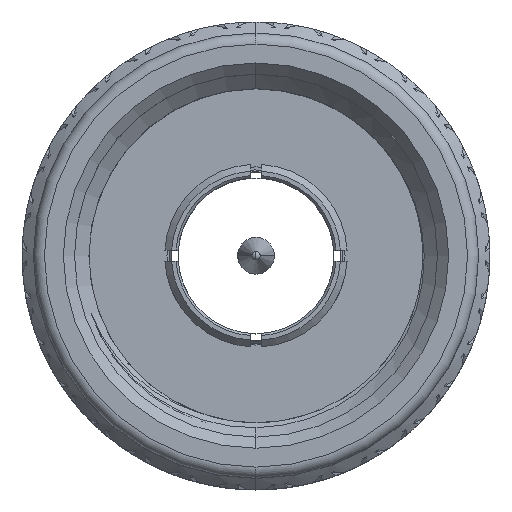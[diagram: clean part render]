
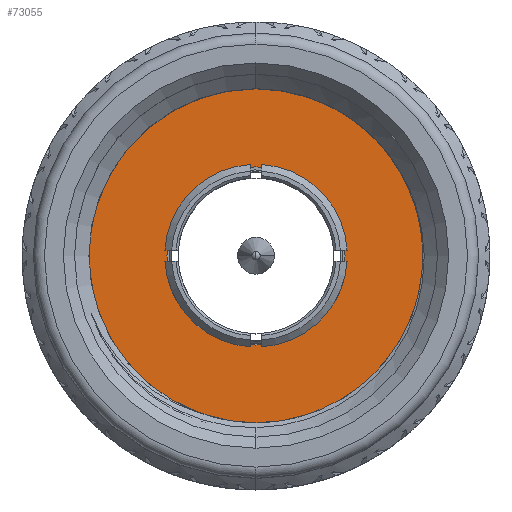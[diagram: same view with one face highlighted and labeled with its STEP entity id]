
A CAD part, top view. The second image highlights one B-rep face of the part: STEP entity #73055.
In plain terms, the highlighted planar face has unit normal (0, 0, 1).
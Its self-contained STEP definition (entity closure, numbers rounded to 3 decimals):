
#1408 = VERTEX_POINT ( 'NONE', #20266 ) ;
#3525 = DIRECTION ( 'NONE',  ( -1., 0., 0. ) ) ;
#5375 = DIRECTION ( 'NONE',  ( -1., 0., 0. ) ) ;
#7929 = VERTEX_POINT ( 'NONE', #49118 ) ;
#11126 = CARTESIAN_POINT ( 'NONE',  ( -4., 0., 11.5 ) ) ;
#16433 = EDGE_CURVE ( 'NONE', #92557, #7929, #29077, .T. ) ;
#20266 = CARTESIAN_POINT ( 'NONE',  ( 7.85, 0., 11.5 ) ) ;
#20951 = CARTESIAN_POINT ( 'NONE',  ( 0., 0., 11.5 ) ) ;
#21083 = CARTESIAN_POINT ( 'NONE',  ( -7.85, 0., 11.5 ) ) ;
#25911 = CIRCLE ( 'NONE', #111758, 7.85 ) ;
#26991 = CARTESIAN_POINT ( 'NONE',  ( 0., 0., 11.5 ) ) ;
#27258 = DIRECTION ( 'NONE',  ( 0., 0., -1. ) ) ;
#29077 = CIRCLE ( 'NONE', #80655, 4. ) ;
#30019 = CIRCLE ( 'NONE', #102684, 7.85 ) ;
#33177 = EDGE_LOOP ( 'NONE', ( #77765, #101886 ) ) ;
#36847 = DIRECTION ( 'NONE',  ( 0., 0., -1. ) ) ;
#38837 = VERTEX_POINT ( 'NONE', #21083 ) ;
#45528 = DIRECTION ( 'NONE',  ( 0., 0., -1. ) ) ;
#49118 = CARTESIAN_POINT ( 'NONE',  ( 4., 0., 11.5 ) ) ;
#50891 = DIRECTION ( 'NONE',  ( 0., 0., -1. ) ) ;
#52390 = DIRECTION ( 'NONE',  ( -1., 0., 0. ) ) ;
#59881 = FACE_BOUND ( 'NONE', #33177, .T. ) ;
#62585 = CARTESIAN_POINT ( 'NONE',  ( 0., 0., 11.5 ) ) ;
#65853 = DIRECTION ( 'NONE',  ( 0., 0., -1. ) ) ;
#73055 = ADVANCED_FACE ( 'NONE', ( #77854, #59881 ), #96425, .F. ) ;
#77521 = CIRCLE ( 'NONE', #84997, 4. ) ;
#77765 = ORIENTED_EDGE ( 'NONE', *, *, #16433, .T. ) ;
#77854 = FACE_OUTER_BOUND ( 'NONE', #80968, .T. ) ;
#80655 = AXIS2_PLACEMENT_3D ( 'NONE', #62585, #36847, #90161 ) ;
#80968 = EDGE_LOOP ( 'NONE', ( #95366, #110684 ) ) ;
#82193 = AXIS2_PLACEMENT_3D ( 'NONE', #87463, #50891, #5375 ) ;
#83600 = EDGE_CURVE ( 'NONE', #7929, #92557, #77521, .T. ) ;
#83762 = EDGE_CURVE ( 'NONE', #38837, #1408, #25911, .T. ) ;
#84997 = AXIS2_PLACEMENT_3D ( 'NONE', #26991, #45528, #90467 ) ;
#87463 = CARTESIAN_POINT ( 'NONE',  ( 0., 0., 11.5 ) ) ;
#88966 = CARTESIAN_POINT ( 'NONE',  ( 0., 0., 11.5 ) ) ;
#90161 = DIRECTION ( 'NONE',  ( -1., 0., 0. ) ) ;
#90467 = DIRECTION ( 'NONE',  ( -1., 0., 0. ) ) ;
#92557 = VERTEX_POINT ( 'NONE', #11126 ) ;
#95366 = ORIENTED_EDGE ( 'NONE', *, *, #83762, .F. ) ;
#96425 = PLANE ( 'NONE',  #82193 ) ;
#101886 = ORIENTED_EDGE ( 'NONE', *, *, #83600, .T. ) ;
#102684 = AXIS2_PLACEMENT_3D ( 'NONE', #88966, #27258, #52390 ) ;
#110684 = ORIENTED_EDGE ( 'NONE', *, *, #115184, .F. ) ;
#111758 = AXIS2_PLACEMENT_3D ( 'NONE', #20951, #65853, #3525 ) ;
#115184 = EDGE_CURVE ( 'NONE', #1408, #38837, #30019, .T. ) ;
